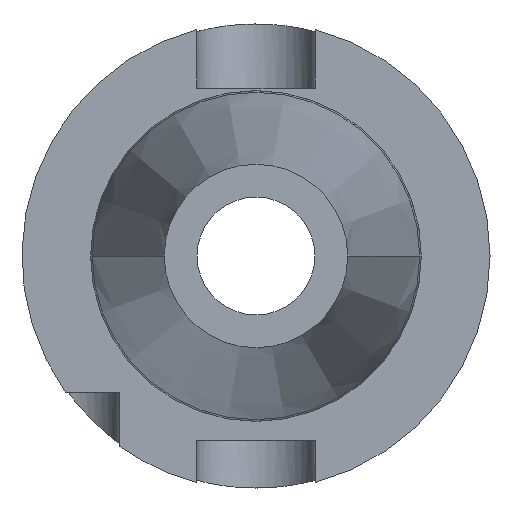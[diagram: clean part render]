
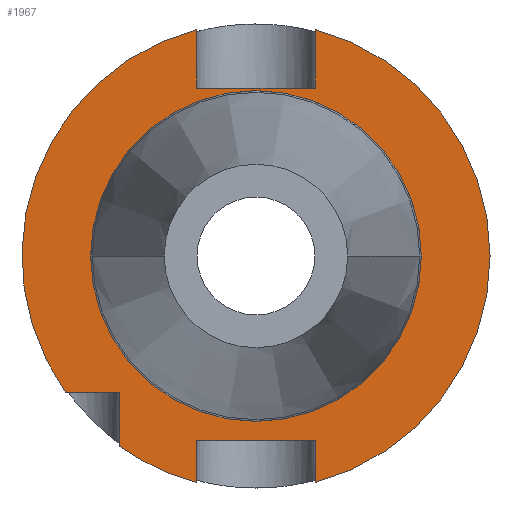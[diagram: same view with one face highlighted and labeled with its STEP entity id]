
A CAD part, left-side view. The second image highlights one B-rep face of the part: STEP entity #1967.
In plain terms, the highlighted planar face has unit normal (-1, 0, 0).
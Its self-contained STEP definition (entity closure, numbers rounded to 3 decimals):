
#598=CARTESIAN_POINT('',(3.2,0.,0.));
#599=DIRECTION('',(-1.,0.,0.));
#600=DIRECTION('',(0.,-0.253,-0.967));
#601=AXIS2_PLACEMENT_3D('',#598,#599,#600);
#643=CARTESIAN_POINT('',(3.2,0.,0.));
#644=DIRECTION('',(-1.,0.,0.));
#645=DIRECTION('',(0.,0.253,0.967));
#646=AXIS2_PLACEMENT_3D('',#643,#644,#645);
#658=CARTESIAN_POINT('',(3.2,0.,0.));
#659=DIRECTION('',(-1.,0.,0.));
#660=DIRECTION('',(0.,0.582,-0.813));
#661=AXIS2_PLACEMENT_3D('',#658,#659,#660);
#681=DIRECTION('',(0.,-1.,0.));
#682=VECTOR('',#681,7.334);
#683=CARTESIAN_POINT('',(3.2,25.834,-18.5));
#684=LINE('',#683,#682);
#688=DIRECTION('',(0.,0.,-1.));
#689=VECTOR('',#688,7.938);
#690=CARTESIAN_POINT('',(3.2,8.05,30.738));
#691=LINE('',#690,#689);
#695=DIRECTION('',(0.,1.,0.));
#696=VECTOR('',#695,16.1);
#697=CARTESIAN_POINT('',(3.2,-8.05,22.8));
#698=LINE('',#697,#696);
#702=DIRECTION('',(0.,0.,-1.));
#703=VECTOR('',#702,7.938);
#704=CARTESIAN_POINT('',(3.2,-8.05,30.738));
#705=LINE('',#704,#703);
#709=DIRECTION('',(0.,0.,1.));
#710=VECTOR('',#709,5.738);
#711=CARTESIAN_POINT('',(3.2,-8.05,-30.738));
#712=LINE('',#711,#710);
#716=DIRECTION('',(0.,1.,0.));
#717=VECTOR('',#716,16.1);
#718=CARTESIAN_POINT('',(3.2,-8.05,-25.));
#719=LINE('',#718,#717);
#723=DIRECTION('',(0.,0.,1.));
#724=VECTOR('',#723,5.738);
#725=CARTESIAN_POINT('',(3.2,8.05,-30.738));
#726=LINE('',#725,#724);
#730=DIRECTION('',(0.,0.,1.));
#731=VECTOR('',#730,7.334);
#732=CARTESIAN_POINT('',(3.2,18.5,-25.834));
#733=LINE('',#732,#731);
#751=CARTESIAN_POINT('',(3.2,0.,0.));
#752=DIRECTION('',(-1.,0.,0.));
#753=DIRECTION('',(0.,1.,0.));
#754=AXIS2_PLACEMENT_3D('',#751,#752,#753);
#759=CARTESIAN_POINT('',(3.2,0.,0.));
#760=DIRECTION('',(1.,0.,0.));
#761=DIRECTION('',(0.,1.,0.));
#762=AXIS2_PLACEMENT_3D('',#759,#760,#761);
#1300=CARTESIAN_POINT('',(3.2,22.334,0.));
#1302=VERTEX_POINT('',#1300);
#1310=CARTESIAN_POINT('',(3.2,-22.334,0.));
#1312=VERTEX_POINT('',#1310);
#1332=CARTESIAN_POINT('',(3.2,8.05,30.738));
#1333=VERTEX_POINT('',#1332);
#1334=CARTESIAN_POINT('',(3.2,-8.05,30.738));
#1335=VERTEX_POINT('',#1334);
#1336=CARTESIAN_POINT('',(3.2,-8.05,22.8));
#1337=CARTESIAN_POINT('',(3.2,8.05,22.8));
#1338=VERTEX_POINT('',#1336);
#1339=VERTEX_POINT('',#1337);
#1378=CARTESIAN_POINT('',(3.2,8.05,-30.738));
#1379=VERTEX_POINT('',#1378);
#1380=CARTESIAN_POINT('',(3.2,-8.05,-30.738));
#1381=VERTEX_POINT('',#1380);
#1382=CARTESIAN_POINT('',(3.2,-8.05,-25.));
#1383=CARTESIAN_POINT('',(3.2,8.05,-25.));
#1384=VERTEX_POINT('',#1382);
#1385=VERTEX_POINT('',#1383);
#1412=CARTESIAN_POINT('',(3.2,25.834,-18.5));
#1413=VERTEX_POINT('',#1412);
#1414=CARTESIAN_POINT('',(3.2,18.5,-25.834));
#1415=VERTEX_POINT('',#1414);
#1416=CARTESIAN_POINT('',(3.2,18.5,-18.5));
#1417=VERTEX_POINT('',#1416);
#1937=CARTESIAN_POINT('',(3.2,0.,0.));
#1938=DIRECTION('',(1.,0.,0.));
#1939=DIRECTION('',(0.,-1.,0.));
#1940=AXIS2_PLACEMENT_3D('',#1937,#1938,#1939);
#1941=PLANE('',#1940);
#1942=ORIENTED_EDGE('',*,*,#1624,.F.);
#1943=ORIENTED_EDGE('',*,*,#1917,.F.);
#1945=ORIENTED_EDGE('',*,*,#1944,.T.);
#1947=ORIENTED_EDGE('',*,*,#1946,.F.);
#1949=ORIENTED_EDGE('',*,*,#1948,.F.);
#1950=ORIENTED_EDGE('',*,*,#1900,.F.);
#1951=ORIENTED_EDGE('',*,*,#1541,.T.);
#1953=ORIENTED_EDGE('',*,*,#1952,.T.);
#1955=ORIENTED_EDGE('',*,*,#1954,.F.);
#1956=ORIENTED_EDGE('',*,*,#1929,.F.);
#1958=ORIENTED_EDGE('',*,*,#1957,.T.);
#1959=EDGE_LOOP('',(#1942,#1943,#1945,#1947,#1949,#1950,#1951,#1953,#1955,#1956,
#1958));
#1960=FACE_OUTER_BOUND('',#1959,.F.);
#1962=ORIENTED_EDGE('',*,*,#1961,.T.);
#1964=ORIENTED_EDGE('',*,*,#1963,.F.);
#1965=EDGE_LOOP('',(#1962,#1964));
#1966=FACE_BOUND('',#1965,.F.);
#602=CIRCLE('',#601,31.775);
#647=CIRCLE('',#646,31.775);
#662=CIRCLE('',#661,31.775);
#755=CIRCLE('',#754,22.334);
#763=CIRCLE('',#762,22.334);
#1541=EDGE_CURVE('',#1381,#1384,#712,.T.);
#1624=EDGE_CURVE('',#1413,#1417,#684,.T.);
#1900=EDGE_CURVE('',#1381,#1335,#602,.T.);
#1917=EDGE_CURVE('',#1333,#1413,#647,.T.);
#1929=EDGE_CURVE('',#1415,#1379,#662,.T.);
#1944=EDGE_CURVE('',#1333,#1339,#691,.T.);
#1946=EDGE_CURVE('',#1338,#1339,#698,.T.);
#1948=EDGE_CURVE('',#1335,#1338,#705,.T.);
#1952=EDGE_CURVE('',#1384,#1385,#719,.T.);
#1954=EDGE_CURVE('',#1379,#1385,#726,.T.);
#1957=EDGE_CURVE('',#1415,#1417,#733,.T.);
#1961=EDGE_CURVE('',#1302,#1312,#755,.T.);
#1963=EDGE_CURVE('',#1302,#1312,#763,.T.);
#1967=ADVANCED_FACE('',(#1960,#1966),#1941,.F.);
